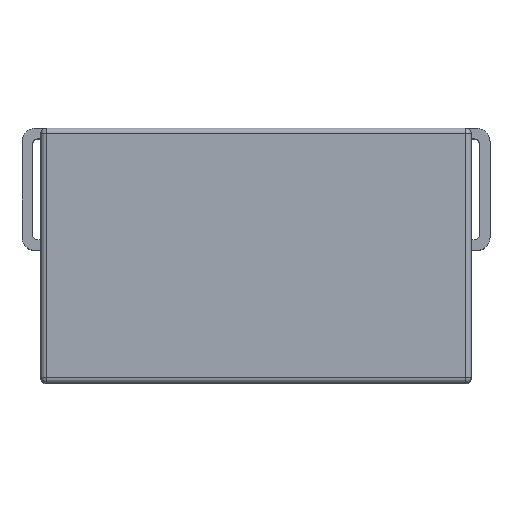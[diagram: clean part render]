
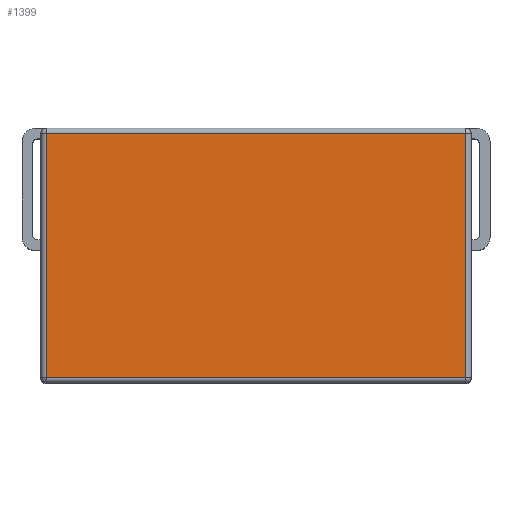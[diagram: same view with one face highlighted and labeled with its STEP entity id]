
A CAD part, top view. The second image highlights one B-rep face of the part: STEP entity #1399.
In plain terms, the highlighted free-form (B-spline) face has degree [1, 1] with [2, 2] control points.
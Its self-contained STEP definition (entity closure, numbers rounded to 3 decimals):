
#1399 = ADVANCED_FACE('',(#1400),#1430,.F.);
#1400 = FACE_BOUND('',#1401,.T.);
#1401 = EDGE_LOOP('',(#1402,#1411,#1418,#1425));
#1402 = ORIENTED_EDGE('',*,*,#1403,.T.);
#1403 = EDGE_CURVE('',#1404,#1406,#1408,.T.);
#1404 = VERTEX_POINT('',#1405);
#1405 = CARTESIAN_POINT('',(4.572,0.116,4.688
    ));
#1406 = VERTEX_POINT('',#1407);
#1407 = CARTESIAN_POINT('',(4.572,5.44,4.688
    ));
#1408 = B_SPLINE_CURVE_WITH_KNOTS('',1,(#1409,#1410),.UNSPECIFIED.,.F.,
  .F.,(2,2),(-4.7,-0.1),.PIECEWISE_BEZIER_KNOTS.);
#1409 = CARTESIAN_POINT('',(4.572,0.116,4.688
    ));
#1410 = CARTESIAN_POINT('',(4.572,5.44,4.688
    ));
#1411 = ORIENTED_EDGE('',*,*,#1412,.T.);
#1412 = EDGE_CURVE('',#1406,#1413,#1415,.T.);
#1413 = VERTEX_POINT('',#1414);
#1414 = CARTESIAN_POINT('',(-4.572,5.44,
    4.688));
#1415 = B_SPLINE_CURVE_WITH_KNOTS('',1,(#1416,#1417),.UNSPECIFIED.,.F.,
  .F.,(2,2),(-8.,-0.1),.PIECEWISE_BEZIER_KNOTS.);
#1416 = CARTESIAN_POINT('',(4.572,5.44,4.688
    ));
#1417 = CARTESIAN_POINT('',(-4.572,5.44,
    4.688));
#1418 = ORIENTED_EDGE('',*,*,#1419,.T.);
#1419 = EDGE_CURVE('',#1413,#1420,#1422,.T.);
#1420 = VERTEX_POINT('',#1421);
#1421 = CARTESIAN_POINT('',(-4.572,0.116,
    4.688));
#1422 = B_SPLINE_CURVE_WITH_KNOTS('',1,(#1423,#1424),.UNSPECIFIED.,.F.,
  .F.,(2,2),(0.1,4.7),.PIECEWISE_BEZIER_KNOTS.);
#1423 = CARTESIAN_POINT('',(-4.572,5.44,
    4.688));
#1424 = CARTESIAN_POINT('',(-4.572,0.116,
    4.688));
#1425 = ORIENTED_EDGE('',*,*,#1426,.T.);
#1426 = EDGE_CURVE('',#1420,#1404,#1427,.T.);
#1427 = B_SPLINE_CURVE_WITH_KNOTS('',1,(#1428,#1429),.UNSPECIFIED.,.F.,
  .F.,(2,2),(0.1,8.),.PIECEWISE_BEZIER_KNOTS.);
#1428 = CARTESIAN_POINT('',(-4.572,0.116,
    4.688));
#1429 = CARTESIAN_POINT('',(4.572,0.116,4.688
    ));
#1430 = B_SPLINE_SURFACE_WITH_KNOTS('',1,1,(
    (#1431,#1432)
    ,(#1433,#1434
    )),.UNSPECIFIED.,.F.,.F.,.F.,(2,2),(2,2),(-8.,-0.1),(-4.7,-0.1),
  .PIECEWISE_BEZIER_KNOTS.);
#1431 = CARTESIAN_POINT('',(4.572,0.116,4.688
    ));
#1432 = CARTESIAN_POINT('',(4.572,5.44,4.688
    ));
#1433 = CARTESIAN_POINT('',(-4.572,0.116,
    4.688));
#1434 = CARTESIAN_POINT('',(-4.572,5.44,
    4.688));
